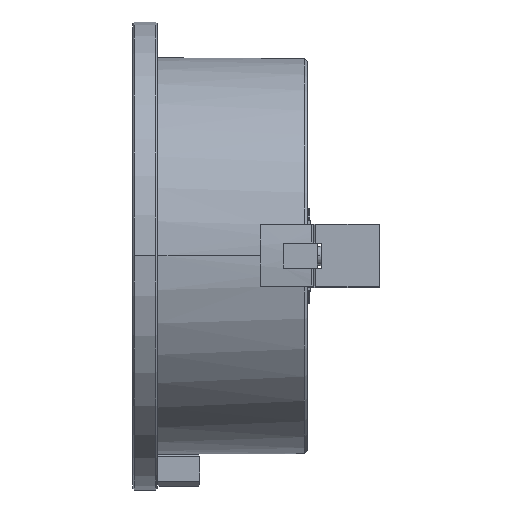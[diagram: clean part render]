
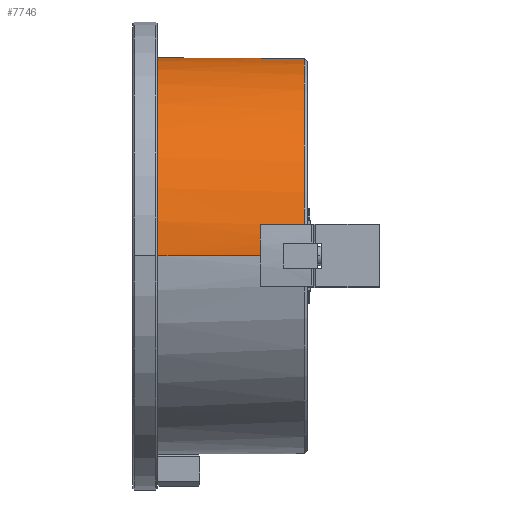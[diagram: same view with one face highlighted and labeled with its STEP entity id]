
A CAD part, top view. The second image highlights one B-rep face of the part: STEP entity #7746.
In plain terms, the highlighted cylindrical face has radius 127 mm (diameter 254 mm), a partial arc.
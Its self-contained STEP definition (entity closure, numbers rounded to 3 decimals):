
#630 = CIRCLE ( 'NONE', #6726, 127. ) ;
#692 = VERTEX_POINT ( 'NONE', #8273 ) ;
#1257 = DIRECTION ( 'NONE',  ( 1., 0., 0. ) ) ;
#1457 = VECTOR ( 'NONE', #27782, 1000. ) ;
#3018 = AXIS2_PLACEMENT_3D ( 'NONE', #14847, #29386, #43927 ) ;
#4610 = CARTESIAN_POINT ( 'NONE',  ( 66., 0., 0. ) ) ;
#4642 = EDGE_CURVE ( 'NONE', #13336, #16506, #7698, .T. ) ;
#5016 = ORIENTED_EDGE ( 'NONE', *, *, #9051, .T. ) ;
#5676 = DIRECTION ( 'NONE',  ( -1., 0., 0. ) ) ;
#5942 = ORIENTED_EDGE ( 'NONE', *, *, #41596, .T. ) ;
#6208 = CARTESIAN_POINT ( 'NONE',  ( 0.3, 0., 0. ) ) ;
#6504 = ORIENTED_EDGE ( 'NONE', *, *, #29319, .T. ) ;
#6726 = AXIS2_PLACEMENT_3D ( 'NONE', #4610, #19155, #33700 ) ;
#7698 = CIRCLE ( 'NONE', #9226, 127. ) ;
#7746 = ADVANCED_FACE ( 'NONE', ( #16088 ), #30631, .T. ) ;
#8273 = CARTESIAN_POINT ( 'NONE',  ( 66., 0., 127. ) ) ;
#8435 = EDGE_LOOP ( 'NONE', ( #34187, #23977, #5016, #34865, #6504, #34273, #5942, #37801 ) ) ;
#8703 = CARTESIAN_POINT ( 'NONE',  ( 121.711, 20., -125.415 ) ) ;
#9051 = EDGE_CURVE ( 'NONE', #692, #40105, #40763, .T. ) ;
#9226 = AXIS2_PLACEMENT_3D ( 'NONE', #6208, #20744, #35280 ) ;
#9776 = CARTESIAN_POINT ( 'NONE',  ( 66., 0., -127. ) ) ;
#9920 = CARTESIAN_POINT ( 'NONE',  ( 66., 20., 125.415 ) ) ;
#10017 = VECTOR ( 'NONE', #1257, 1000. ) ;
#10632 = EDGE_CURVE ( 'NONE', #39335, #32009, #41358, .T. ) ;
#11392 = LINE ( 'NONE', #25931, #28040 ) ;
#12514 = DIRECTION ( 'NONE',  ( 1., 0., 0. ) ) ;
#13238 = CARTESIAN_POINT ( 'NONE',  ( 121.711, 20., 125.415 ) ) ;
#13336 = VERTEX_POINT ( 'NONE', #43750 ) ;
#14847 = CARTESIAN_POINT ( 'NONE',  ( 94., 0., 0. ) ) ;
#16088 = FACE_OUTER_BOUND ( 'NONE', #8435, .T. ) ;
#16506 = VERTEX_POINT ( 'NONE', #32158 ) ;
#19155 = DIRECTION ( 'NONE',  ( -1., 0., 0. ) ) ;
#19401 = LINE ( 'NONE', #33950, #10017 ) ;
#20195 = AXIS2_PLACEMENT_3D ( 'NONE', #38340, #5676, #20219 ) ;
#20219 = DIRECTION ( 'NONE',  ( 0., 0., -1. ) ) ;
#20744 = DIRECTION ( 'NONE',  ( 1., 0., 0. ) ) ;
#23230 = DIRECTION ( 'NONE',  ( -1., 0., 0. ) ) ;
#23563 = CIRCLE ( 'NONE', #3018, 127. ) ;
#23977 = ORIENTED_EDGE ( 'NONE', *, *, #33336, .T. ) ;
#25025 = CARTESIAN_POINT ( 'NONE',  ( 94., 20., -125.415 ) ) ;
#25386 = CARTESIAN_POINT ( 'NONE',  ( 66., 20., -125.415 ) ) ;
#25931 = CARTESIAN_POINT ( 'NONE',  ( 121.711, 0., -127. ) ) ;
#26048 = AXIS2_PLACEMENT_3D ( 'NONE', #45182, #12514, #27056 ) ;
#27056 = DIRECTION ( 'NONE',  ( 0., 0., -1. ) ) ;
#27782 = DIRECTION ( 'NONE',  ( 1., 0., 0. ) ) ;
#28040 = VECTOR ( 'NONE', #40478, 1000. ) ;
#29319 = EDGE_CURVE ( 'NONE', #34502, #39335, #23563, .T. ) ;
#29386 = DIRECTION ( 'NONE',  ( -1., 0., 0. ) ) ;
#30631 = CYLINDRICAL_SURFACE ( 'NONE', #26048, 127. ) ;
#32009 = VERTEX_POINT ( 'NONE', #25386 ) ;
#32158 = CARTESIAN_POINT ( 'NONE',  ( 0.3, 0., 127. ) ) ;
#33336 = EDGE_CURVE ( 'NONE', #16506, #692, #19401, .T. ) ;
#33700 = DIRECTION ( 'NONE',  ( 0., 0., -1. ) ) ;
#33950 = CARTESIAN_POINT ( 'NONE',  ( 121.711, 0., 127. ) ) ;
#34187 = ORIENTED_EDGE ( 'NONE', *, *, #4642, .T. ) ;
#34273 = ORIENTED_EDGE ( 'NONE', *, *, #10632, .T. ) ;
#34502 = VERTEX_POINT ( 'NONE', #39782 ) ;
#34865 = ORIENTED_EDGE ( 'NONE', *, *, #46028, .T. ) ;
#35280 = DIRECTION ( 'NONE',  ( 0., 0., 1. ) ) ;
#37801 = ORIENTED_EDGE ( 'NONE', *, *, #39836, .F. ) ;
#38340 = CARTESIAN_POINT ( 'NONE',  ( 66., 0., 0. ) ) ;
#39335 = VERTEX_POINT ( 'NONE', #25025 ) ;
#39782 = CARTESIAN_POINT ( 'NONE',  ( 94., 20., 125.415 ) ) ;
#39836 = EDGE_CURVE ( 'NONE', #13336, #45226, #11392, .T. ) ;
#40105 = VERTEX_POINT ( 'NONE', #9920 ) ;
#40112 = VECTOR ( 'NONE', #23230, 1000. ) ;
#40478 = DIRECTION ( 'NONE',  ( 1., 0., 0. ) ) ;
#40763 = CIRCLE ( 'NONE', #20195, 127. ) ;
#41358 = LINE ( 'NONE', #8703, #40112 ) ;
#41596 = EDGE_CURVE ( 'NONE', #32009, #45226, #630, .T. ) ;
#43750 = CARTESIAN_POINT ( 'NONE',  ( 0.3, 0., -127. ) ) ;
#43927 = DIRECTION ( 'NONE',  ( 0., 0., -1. ) ) ;
#45182 = CARTESIAN_POINT ( 'NONE',  ( 121.711, 0., 0. ) ) ;
#45226 = VERTEX_POINT ( 'NONE', #9776 ) ;
#45898 = LINE ( 'NONE', #13238, #1457 ) ;
#46028 = EDGE_CURVE ( 'NONE', #40105, #34502, #45898, .T. ) ;
